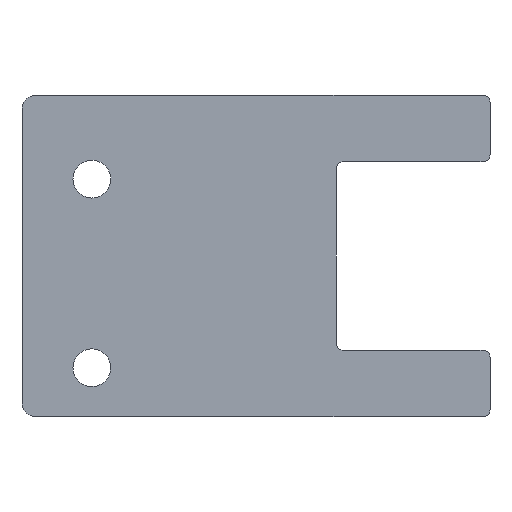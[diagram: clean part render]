
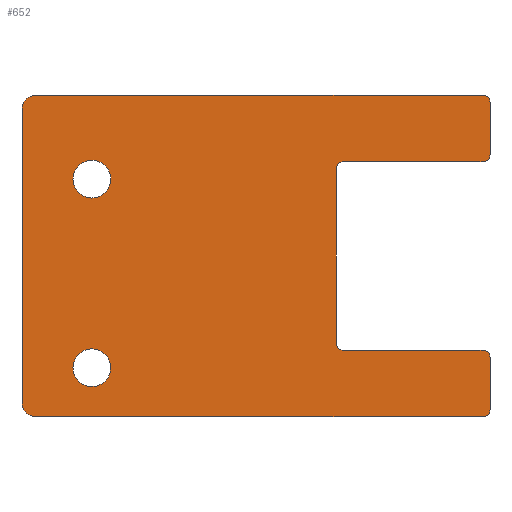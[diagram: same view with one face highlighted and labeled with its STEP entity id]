
A CAD part, left-side view. The second image highlights one B-rep face of the part: STEP entity #652.
In plain terms, the highlighted planar face has unit normal (-1, 0, 0).
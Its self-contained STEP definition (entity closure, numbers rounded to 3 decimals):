
#15=FACE_BOUND('',#85,.T.);
#16=FACE_BOUND('',#86,.T.);
#25=PLANE('',#713);
#50=FACE_OUTER_BOUND('',#84,.T.);
#84=EDGE_LOOP('',(#501,#502,#503,#504,#505,#506,#507,#508,#509,#510,#511,
#512,#513,#514,#515,#516));
#85=EDGE_LOOP('',(#517));
#86=EDGE_LOOP('',(#518));
#119=LINE('',#969,#187);
#145=LINE('',#1039,#213);
#149=LINE('',#1051,#217);
#150=LINE('',#1055,#218);
#151=LINE('',#1058,#219);
#152=LINE('',#1062,#220);
#153=LINE('',#1066,#221);
#154=LINE('',#1069,#222);
#187=VECTOR('',#771,10.);
#213=VECTOR('',#827,10.);
#217=VECTOR('',#841,10.);
#218=VECTOR('',#844,10.);
#219=VECTOR('',#847,10.);
#220=VECTOR('',#850,10.);
#221=VECTOR('',#853,10.);
#222=VECTOR('',#856,10.);
#252=CIRCLE('',#701,1.);
#258=CIRCLE('',#710,1.);
#259=CIRCLE('',#712,1.);
#260=CIRCLE('',#714,2.);
#261=CIRCLE('',#715,2.);
#262=CIRCLE('',#716,1.);
#263=CIRCLE('',#717,1.);
#264=CIRCLE('',#718,1.);
#265=CIRCLE('',#719,2.7);
#266=CIRCLE('',#720,2.7);
#283=VERTEX_POINT('',#966);
#284=VERTEX_POINT('',#968);
#299=VERTEX_POINT('',#1004);
#300=VERTEX_POINT('',#1006);
#313=VERTEX_POINT('',#1038);
#314=VERTEX_POINT('',#1042);
#315=VERTEX_POINT('',#1046);
#316=VERTEX_POINT('',#1050);
#317=VERTEX_POINT('',#1052);
#318=VERTEX_POINT('',#1054);
#319=VERTEX_POINT('',#1057);
#320=VERTEX_POINT('',#1059);
#321=VERTEX_POINT('',#1061);
#322=VERTEX_POINT('',#1063);
#323=VERTEX_POINT('',#1065);
#324=VERTEX_POINT('',#1067);
#325=VERTEX_POINT('',#1070);
#326=VERTEX_POINT('',#1072);
#349=EDGE_CURVE('',#284,#283,#119,.T.);
#367=EDGE_CURVE('',#299,#300,#252,.T.);
#384=EDGE_CURVE('',#313,#300,#145,.T.);
#386=EDGE_CURVE('',#313,#314,#258,.T.);
#388=EDGE_CURVE('',#315,#283,#259,.T.);
#390=EDGE_CURVE('',#316,#299,#149,.T.);
#391=EDGE_CURVE('',#317,#316,#260,.T.);
#392=EDGE_CURVE('',#318,#317,#150,.T.);
#393=EDGE_CURVE('',#284,#318,#261,.T.);
#394=EDGE_CURVE('',#315,#319,#151,.T.);
#395=EDGE_CURVE('',#320,#319,#262,.T.);
#396=EDGE_CURVE('',#320,#321,#152,.T.);
#397=EDGE_CURVE('',#322,#321,#263,.T.);
#398=EDGE_CURVE('',#322,#323,#153,.T.);
#399=EDGE_CURVE('',#324,#323,#264,.T.);
#400=EDGE_CURVE('',#324,#314,#154,.T.);
#401=EDGE_CURVE('',#325,#325,#265,.T.);
#402=EDGE_CURVE('',#326,#326,#266,.T.);
#501=ORIENTED_EDGE('',*,*,#367,.F.);
#502=ORIENTED_EDGE('',*,*,#390,.F.);
#503=ORIENTED_EDGE('',*,*,#391,.F.);
#504=ORIENTED_EDGE('',*,*,#392,.F.);
#505=ORIENTED_EDGE('',*,*,#393,.F.);
#506=ORIENTED_EDGE('',*,*,#349,.T.);
#507=ORIENTED_EDGE('',*,*,#388,.F.);
#508=ORIENTED_EDGE('',*,*,#394,.T.);
#509=ORIENTED_EDGE('',*,*,#395,.F.);
#510=ORIENTED_EDGE('',*,*,#396,.T.);
#511=ORIENTED_EDGE('',*,*,#397,.F.);
#512=ORIENTED_EDGE('',*,*,#398,.T.);
#513=ORIENTED_EDGE('',*,*,#399,.F.);
#514=ORIENTED_EDGE('',*,*,#400,.T.);
#515=ORIENTED_EDGE('',*,*,#386,.F.);
#516=ORIENTED_EDGE('',*,*,#384,.T.);
#517=ORIENTED_EDGE('',*,*,#401,.T.);
#518=ORIENTED_EDGE('',*,*,#402,.T.);
#652=ADVANCED_FACE('',(#50,#15,#16),#25,.T.);
#701=AXIS2_PLACEMENT_3D('',#1007,#800,#801);
#710=AXIS2_PLACEMENT_3D('',#1043,#831,#832);
#712=AXIS2_PLACEMENT_3D('',#1047,#836,#837);
#713=AXIS2_PLACEMENT_3D('',#1049,#839,#840);
#714=AXIS2_PLACEMENT_3D('',#1053,#842,#843);
#715=AXIS2_PLACEMENT_3D('',#1056,#845,#846);
#716=AXIS2_PLACEMENT_3D('',#1060,#848,#849);
#717=AXIS2_PLACEMENT_3D('',#1064,#851,#852);
#718=AXIS2_PLACEMENT_3D('',#1068,#854,#855);
#719=AXIS2_PLACEMENT_3D('',#1071,#857,#858);
#720=AXIS2_PLACEMENT_3D('',#1073,#859,#860);
#771=DIRECTION('',(0.,-1.,0.));
#800=DIRECTION('center_axis',(1.,0.,0.));
#801=DIRECTION('ref_axis',(0.,-0.707,0.707));
#827=DIRECTION('',(0.,0.,1.));
#831=DIRECTION('center_axis',(1.,0.,0.));
#832=DIRECTION('ref_axis',(0.,-0.707,-0.707));
#836=DIRECTION('center_axis',(1.,0.,0.));
#837=DIRECTION('ref_axis',(0.,-0.707,-0.707));
#839=DIRECTION('center_axis',(-1.,0.,0.));
#840=DIRECTION('ref_axis',(0.,-1.,0.));
#841=DIRECTION('',(0.,-1.,0.));
#842=DIRECTION('center_axis',(1.,0.,0.));
#843=DIRECTION('ref_axis',(0.,0.707,0.707));
#844=DIRECTION('',(0.,0.,1.));
#845=DIRECTION('center_axis',(1.,0.,0.));
#846=DIRECTION('ref_axis',(0.,0.707,-0.707));
#847=DIRECTION('',(0.,0.,1.));
#848=DIRECTION('center_axis',(1.,0.,0.));
#849=DIRECTION('ref_axis',(0.,-0.707,0.707));
#850=DIRECTION('',(0.,1.,0.));
#851=DIRECTION('center_axis',(-1.,0.,0.));
#852=DIRECTION('ref_axis',(0.,0.707,-0.707));
#853=DIRECTION('',(0.,0.,1.));
#854=DIRECTION('center_axis',(-1.,0.,0.));
#855=DIRECTION('ref_axis',(0.,0.707,0.707));
#856=DIRECTION('',(0.,-1.,0.));
#857=DIRECTION('center_axis',(1.,0.,0.));
#858=DIRECTION('ref_axis',(0.,0.,-1.));
#859=DIRECTION('center_axis',(1.,0.,0.));
#860=DIRECTION('ref_axis',(0.,0.,-1.));
#966=CARTESIAN_POINT('',(0.,-46.,0.));
#968=CARTESIAN_POINT('',(0.,18.,0.));
#969=CARTESIAN_POINT('',(0.,20.,0.));
#1004=CARTESIAN_POINT('',(0.,-46.,46.));
#1006=CARTESIAN_POINT('',(0.,-47.,45.));
#1007=CARTESIAN_POINT('Origin',(0.,-46.,45.));
#1038=CARTESIAN_POINT('',(0.,-47.,37.5));
#1039=CARTESIAN_POINT('',(0.,-47.,0.));
#1042=CARTESIAN_POINT('',(0.,-46.,36.5));
#1043=CARTESIAN_POINT('Origin',(0.,-46.,37.5));
#1046=CARTESIAN_POINT('',(0.,-47.,1.));
#1047=CARTESIAN_POINT('Origin',(0.,-46.,1.));
#1049=CARTESIAN_POINT('Origin',(0.,20.,0.));
#1050=CARTESIAN_POINT('',(0.,18.,46.));
#1051=CARTESIAN_POINT('',(0.,20.,46.));
#1052=CARTESIAN_POINT('',(0.,20.,44.));
#1053=CARTESIAN_POINT('Origin',(0.,18.,44.));
#1054=CARTESIAN_POINT('',(0.,20.,2.));
#1055=CARTESIAN_POINT('',(0.,20.,0.));
#1056=CARTESIAN_POINT('Origin',(0.,18.,2.));
#1057=CARTESIAN_POINT('',(0.,-47.,8.5));
#1058=CARTESIAN_POINT('',(0.,-47.,0.));
#1059=CARTESIAN_POINT('',(0.,-46.,9.5));
#1060=CARTESIAN_POINT('Origin',(0.,-46.,8.5));
#1061=CARTESIAN_POINT('',(0.,-26.,9.5));
#1062=CARTESIAN_POINT('',(0.,-2.5,9.5));
#1063=CARTESIAN_POINT('',(0.,-25.,10.5));
#1064=CARTESIAN_POINT('Origin',(0.,-26.,10.5));
#1065=CARTESIAN_POINT('',(0.,-25.,35.5));
#1066=CARTESIAN_POINT('',(0.,-25.,18.25));
#1067=CARTESIAN_POINT('',(0.,-26.,36.5));
#1068=CARTESIAN_POINT('Origin',(0.,-26.,35.5));
#1069=CARTESIAN_POINT('',(0.,-13.5,36.5));
#1070=CARTESIAN_POINT('',(0.,10.,9.7));
#1071=CARTESIAN_POINT('Origin',(0.,10.,7.));
#1072=CARTESIAN_POINT('',(0.,10.,36.7));
#1073=CARTESIAN_POINT('Origin',(0.,10.,34.));
